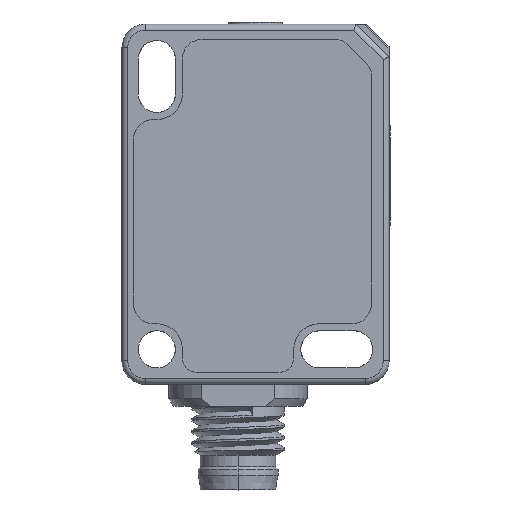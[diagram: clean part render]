
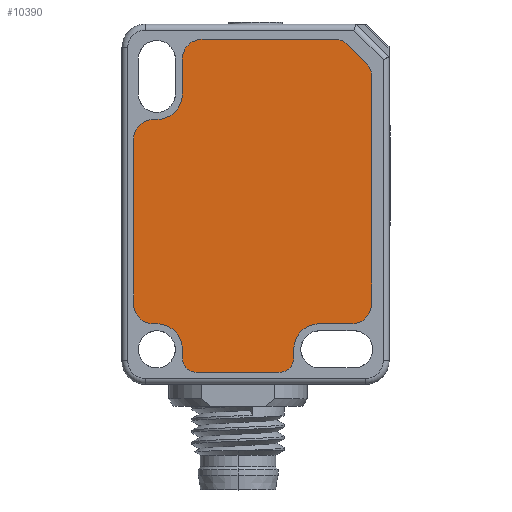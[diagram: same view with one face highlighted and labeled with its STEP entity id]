
A CAD part, top view. The second image highlights one B-rep face of the part: STEP entity #10390.
In plain terms, the highlighted planar face has unit normal (0, 0, 1).
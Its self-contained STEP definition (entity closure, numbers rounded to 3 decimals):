
#3135=DIRECTION('',(0.,1.,0.));
#3136=VECTOR('',#3135,19.686);
#3137=CARTESIAN_POINT('',(21.5,6.9,5.95));
#3138=LINE('',#3137,#3136);
#3143=CARTESIAN_POINT('',(18.386,28.4,5.95));
#3144=DIRECTION('',(0.,0.,-1.));
#3145=DIRECTION('',(0.,1.,0.));
#3146=AXIS2_PLACEMENT_3D('',#3143,#3144,#3145);
#3156=DIRECTION('',(-1.,0.,0.));
#3157=VECTOR('',#3156,11.486);
#3158=CARTESIAN_POINT('',(18.386,29.7,5.95));
#3159=LINE('',#3158,#3157);
#3164=CARTESIAN_POINT('',(6.9,28.,5.95));
#3165=DIRECTION('',(0.,0.,1.));
#3166=DIRECTION('',(0.,1.,0.));
#3167=AXIS2_PLACEMENT_3D('',#3164,#3165,#3166);
#3177=DIRECTION('',(0.,-1.,0.));
#3178=VECTOR('',#3177,3.);
#3179=CARTESIAN_POINT('',(5.2,28.,5.95));
#3180=LINE('',#3179,#3178);
#3185=CARTESIAN_POINT('',(3.,25.,5.95));
#3186=DIRECTION('',(0.,0.,1.));
#3187=DIRECTION('',(0.,-1.,0.));
#3188=AXIS2_PLACEMENT_3D('',#3185,#3186,#3187);
#3198=DIRECTION('',(-1.,0.,0.));
#3199=VECTOR('',#3198,0.3);
#3200=CARTESIAN_POINT('',(3.,22.8,5.95));
#3201=LINE('',#3200,#3199);
#3206=CARTESIAN_POINT('',(2.7,21.1,5.95));
#3207=DIRECTION('',(0.,0.,1.));
#3208=DIRECTION('',(0.,1.,0.));
#3209=AXIS2_PLACEMENT_3D('',#3206,#3207,#3208);
#3219=DIRECTION('',(0.,-1.,0.));
#3220=VECTOR('',#3219,14.2);
#3221=CARTESIAN_POINT('',(1.,21.1,5.95));
#3222=LINE('',#3221,#3220);
#3227=CARTESIAN_POINT('',(2.7,6.9,5.95));
#3228=DIRECTION('',(0.,0.,1.));
#3229=DIRECTION('',(-1.,0.,0.));
#3230=AXIS2_PLACEMENT_3D('',#3227,#3228,#3229);
#3240=DIRECTION('',(1.,0.,0.));
#3241=VECTOR('',#3240,0.3);
#3242=CARTESIAN_POINT('',(2.7,5.2,5.95));
#3243=LINE('',#3242,#3241);
#3248=CARTESIAN_POINT('',(3.,3.,5.95));
#3249=DIRECTION('',(0.,0.,1.));
#3250=DIRECTION('',(1.,0.,0.));
#3251=AXIS2_PLACEMENT_3D('',#3248,#3249,#3250);
#3261=DIRECTION('',(0.,-1.,0.));
#3262=VECTOR('',#3261,0.7);
#3263=CARTESIAN_POINT('',(5.2,3.,5.95));
#3264=LINE('',#3263,#3262);
#3269=CARTESIAN_POINT('',(6.5,2.3,5.95));
#3270=DIRECTION('',(0.,0.,1.));
#3271=DIRECTION('',(-1.,0.,0.));
#3272=AXIS2_PLACEMENT_3D('',#3269,#3270,#3271);
#3282=DIRECTION('',(1.,0.,0.));
#3283=VECTOR('',#3282,7.);
#3284=CARTESIAN_POINT('',(6.5,1.,5.95));
#3285=LINE('',#3284,#3283);
#3290=CARTESIAN_POINT('',(13.5,2.3,5.95));
#3291=DIRECTION('',(0.,0.,1.));
#3292=DIRECTION('',(0.,-1.,0.));
#3293=AXIS2_PLACEMENT_3D('',#3290,#3291,#3292);
#3303=DIRECTION('',(0.,1.,0.));
#3304=VECTOR('',#3303,0.7);
#3305=CARTESIAN_POINT('',(14.8,2.3,5.95));
#3306=LINE('',#3305,#3304);
#3311=CARTESIAN_POINT('',(17.,3.,5.95));
#3312=DIRECTION('',(0.,0.,1.));
#3313=DIRECTION('',(0.,1.,0.));
#3314=AXIS2_PLACEMENT_3D('',#3311,#3312,#3313);
#3324=DIRECTION('',(1.,0.,0.));
#3325=VECTOR('',#3324,2.8);
#3326=CARTESIAN_POINT('',(17.,5.2,5.95));
#3327=LINE('',#3326,#3325);
#3332=CARTESIAN_POINT('',(19.8,6.9,5.95));
#3333=DIRECTION('',(0.,0.,1.));
#3334=DIRECTION('',(0.,-1.,0.));
#3335=AXIS2_PLACEMENT_3D('',#3332,#3333,#3334);
#3345=DIRECTION('',(-0.707,0.707,0.));
#3346=VECTOR('',#3345,2.565);
#3347=CARTESIAN_POINT('',(21.119,27.505,5.95));
#3348=LINE('',#3347,#3346);
#3349=CARTESIAN_POINT('',(20.2,26.586,5.95));
#3350=DIRECTION('',(0.,0.,-1.));
#3351=DIRECTION('',(0.707,0.707,0.));
#3352=AXIS2_PLACEMENT_3D('',#3349,#3350,#3351);
#4566=CARTESIAN_POINT('',(18.386,29.7,5.95));
#4567=CARTESIAN_POINT('',(19.305,29.319,5.95));
#4568=VERTEX_POINT('',#4566);
#4569=VERTEX_POINT('',#4567);
#4570=CARTESIAN_POINT('',(6.9,29.7,5.95));
#4571=VERTEX_POINT('',#4570);
#4572=CARTESIAN_POINT('',(5.2,28.,5.95));
#4573=VERTEX_POINT('',#4572);
#4574=CARTESIAN_POINT('',(21.5,6.9,5.95));
#4575=CARTESIAN_POINT('',(21.5,26.586,5.95));
#4576=VERTEX_POINT('',#4574);
#4577=VERTEX_POINT('',#4575);
#4578=CARTESIAN_POINT('',(21.119,27.505,5.95));
#4579=VERTEX_POINT('',#4578);
#4580=CARTESIAN_POINT('',(19.8,5.2,5.95));
#4581=VERTEX_POINT('',#4580);
#4582=CARTESIAN_POINT('',(17.,5.2,5.95));
#4583=VERTEX_POINT('',#4582);
#4584=CARTESIAN_POINT('',(14.8,3.,5.95));
#4585=VERTEX_POINT('',#4584);
#4586=CARTESIAN_POINT('',(14.8,2.3,5.95));
#4587=VERTEX_POINT('',#4586);
#4588=CARTESIAN_POINT('',(13.5,1.,5.95));
#4589=VERTEX_POINT('',#4588);
#4590=CARTESIAN_POINT('',(6.5,1.,5.95));
#4591=VERTEX_POINT('',#4590);
#4592=CARTESIAN_POINT('',(5.2,2.3,5.95));
#4593=VERTEX_POINT('',#4592);
#4594=CARTESIAN_POINT('',(5.2,3.,5.95));
#4595=VERTEX_POINT('',#4594);
#4596=CARTESIAN_POINT('',(3.,5.2,5.95));
#4597=VERTEX_POINT('',#4596);
#4598=CARTESIAN_POINT('',(2.7,5.2,5.95));
#4599=VERTEX_POINT('',#4598);
#4600=CARTESIAN_POINT('',(1.,6.9,5.95));
#4601=VERTEX_POINT('',#4600);
#4602=CARTESIAN_POINT('',(1.,21.1,5.95));
#4603=VERTEX_POINT('',#4602);
#4604=CARTESIAN_POINT('',(2.7,22.8,5.95));
#4605=VERTEX_POINT('',#4604);
#4606=CARTESIAN_POINT('',(3.,22.8,5.95));
#4607=VERTEX_POINT('',#4606);
#4608=CARTESIAN_POINT('',(5.2,25.,5.95));
#4609=VERTEX_POINT('',#4608);
#10340=CARTESIAN_POINT('',(0.,0.,5.95));
#10341=DIRECTION('',(0.,0.,1.));
#10342=DIRECTION('',(1.,0.,0.));
#10343=AXIS2_PLACEMENT_3D('',#10340,#10341,#10342);
#10344=PLANE('',#10343);
#10346=ORIENTED_EDGE('',*,*,#10345,.T.);
#10348=ORIENTED_EDGE('',*,*,#10347,.F.);
#10350=ORIENTED_EDGE('',*,*,#10349,.T.);
#10351=ORIENTED_EDGE('',*,*,#10323,.F.);
#10353=ORIENTED_EDGE('',*,*,#10352,.F.);
#10355=ORIENTED_EDGE('',*,*,#10354,.F.);
#10357=ORIENTED_EDGE('',*,*,#10356,.T.);
#10359=ORIENTED_EDGE('',*,*,#10358,.F.);
#10361=ORIENTED_EDGE('',*,*,#10360,.F.);
#10363=ORIENTED_EDGE('',*,*,#10362,.F.);
#10365=ORIENTED_EDGE('',*,*,#10364,.F.);
#10367=ORIENTED_EDGE('',*,*,#10366,.F.);
#10369=ORIENTED_EDGE('',*,*,#10368,.T.);
#10371=ORIENTED_EDGE('',*,*,#10370,.F.);
#10373=ORIENTED_EDGE('',*,*,#10372,.F.);
#10375=ORIENTED_EDGE('',*,*,#10374,.F.);
#10377=ORIENTED_EDGE('',*,*,#10376,.F.);
#10379=ORIENTED_EDGE('',*,*,#10378,.F.);
#10381=ORIENTED_EDGE('',*,*,#10380,.T.);
#10383=ORIENTED_EDGE('',*,*,#10382,.F.);
#10385=ORIENTED_EDGE('',*,*,#10384,.F.);
#10387=ORIENTED_EDGE('',*,*,#10386,.F.);
#10388=EDGE_LOOP('',(#10346,#10348,#10350,#10351,#10353,#10355,#10357,#10359,
#10361,#10363,#10365,#10367,#10369,#10371,#10373,#10375,#10377,#10379,#10381,
#10383,#10385,#10387));
#10389=FACE_OUTER_BOUND('',#10388,.F.);
#10390=ADVANCED_FACE('',(#10389),#10344,.T.);
#3147=CIRCLE('',#3146,1.3);
#3168=CIRCLE('',#3167,1.7);
#3189=CIRCLE('',#3188,2.2);
#3210=CIRCLE('',#3209,1.7);
#3231=CIRCLE('',#3230,1.7);
#3252=CIRCLE('',#3251,2.2);
#3273=CIRCLE('',#3272,1.3);
#3294=CIRCLE('',#3293,1.3);
#3315=CIRCLE('',#3314,2.2);
#3336=CIRCLE('',#3335,1.7);
#3353=CIRCLE('',#3352,1.3);
#10323=EDGE_CURVE('',#4576,#4577,#3138,.T.);
#10345=EDGE_CURVE('',#4568,#4569,#3147,.T.);
#10347=EDGE_CURVE('',#4579,#4569,#3348,.T.);
#10349=EDGE_CURVE('',#4579,#4577,#3353,.T.);
#10352=EDGE_CURVE('',#4581,#4576,#3336,.T.);
#10354=EDGE_CURVE('',#4583,#4581,#3327,.T.);
#10356=EDGE_CURVE('',#4583,#4585,#3315,.T.);
#10358=EDGE_CURVE('',#4587,#4585,#3306,.T.);
#10360=EDGE_CURVE('',#4589,#4587,#3294,.T.);
#10362=EDGE_CURVE('',#4591,#4589,#3285,.T.);
#10364=EDGE_CURVE('',#4593,#4591,#3273,.T.);
#10366=EDGE_CURVE('',#4595,#4593,#3264,.T.);
#10368=EDGE_CURVE('',#4595,#4597,#3252,.T.);
#10370=EDGE_CURVE('',#4599,#4597,#3243,.T.);
#10372=EDGE_CURVE('',#4601,#4599,#3231,.T.);
#10374=EDGE_CURVE('',#4603,#4601,#3222,.T.);
#10376=EDGE_CURVE('',#4605,#4603,#3210,.T.);
#10378=EDGE_CURVE('',#4607,#4605,#3201,.T.);
#10380=EDGE_CURVE('',#4607,#4609,#3189,.T.);
#10382=EDGE_CURVE('',#4573,#4609,#3180,.T.);
#10384=EDGE_CURVE('',#4571,#4573,#3168,.T.);
#10386=EDGE_CURVE('',#4568,#4571,#3159,.T.);
